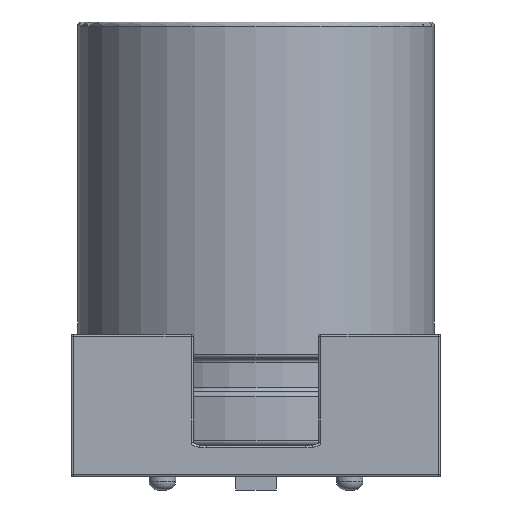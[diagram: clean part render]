
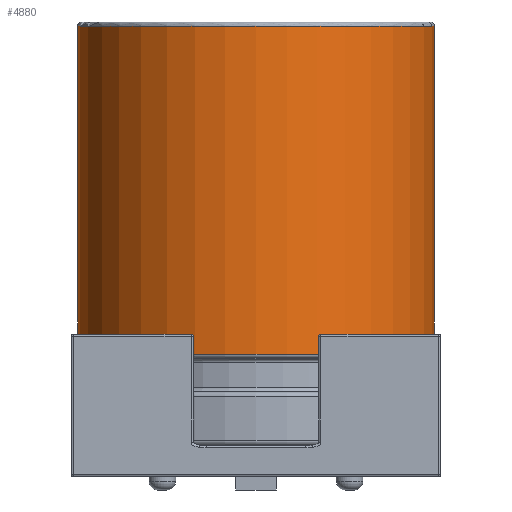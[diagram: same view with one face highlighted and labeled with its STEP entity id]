
A CAD part, front view. The second image highlights one B-rep face of the part: STEP entity #4880.
In plain terms, the highlighted cylindrical face has radius 4 mm (diameter 8 mm), a partial arc.
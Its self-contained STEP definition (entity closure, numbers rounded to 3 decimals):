
#313 = ORIENTED_EDGE ( 'NONE', *, *, #4451, .T. ) ;
#471 = CARTESIAN_POINT ( 'NONE',  ( 4., 0., -9.5 ) ) ;
#861 = CYLINDRICAL_SURFACE ( 'NONE', #2280, 4. ) ;
#915 = EDGE_LOOP ( 'NONE', ( #6217, #313, #6278, #2604 ) ) ;
#1236 = CARTESIAN_POINT ( 'NONE',  ( -4., 0., -9.5 ) ) ;
#1418 = EDGE_CURVE ( 'NONE', #1731, #5062, #6093, .T. ) ;
#1652 = DIRECTION ( 'NONE',  ( 0., 0., 1. ) ) ;
#1731 = VERTEX_POINT ( 'NONE', #3143 ) ;
#2022 = FACE_OUTER_BOUND ( 'NONE', #915, .T. ) ;
#2131 = EDGE_CURVE ( 'NONE', #2988, #1731, #7829, .T. ) ;
#2280 = AXIS2_PLACEMENT_3D ( 'NONE', #7043, #6540, #5246 ) ;
#2401 = AXIS2_PLACEMENT_3D ( 'NONE', #6336, #6893, #4379 ) ;
#2604 = ORIENTED_EDGE ( 'NONE', *, *, #1418, .T. ) ;
#2689 = AXIS2_PLACEMENT_3D ( 'NONE', #5308, #7824, #4706 ) ;
#2988 = VERTEX_POINT ( 'NONE', #6754 ) ;
#3143 = CARTESIAN_POINT ( 'NONE',  ( 4., 0., -0.1 ) ) ;
#3717 = DIRECTION ( 'NONE',  ( 0., 0., 1. ) ) ;
#4379 = DIRECTION ( 'NONE',  ( -1., 0., 0. ) ) ;
#4451 = EDGE_CURVE ( 'NONE', #7967, #2988, #7008, .T. ) ;
#4706 = DIRECTION ( 'NONE',  ( 1., 0., 0. ) ) ;
#4880 = ADVANCED_FACE ( 'NONE', ( #2022 ), #861, .T. ) ;
#5038 = CARTESIAN_POINT ( 'NONE',  ( -4., 0., -0.1 ) ) ;
#5062 = VERTEX_POINT ( 'NONE', #5038 ) ;
#5246 = DIRECTION ( 'NONE',  ( 1., 0., 0. ) ) ;
#5308 = CARTESIAN_POINT ( 'NONE',  ( 0., 0., -0.1 ) ) ;
#6093 = CIRCLE ( 'NONE', #2689, 4. ) ;
#6217 = ORIENTED_EDGE ( 'NONE', *, *, #6251, .F. ) ;
#6251 = EDGE_CURVE ( 'NONE', #7967, #5062, #6857, .T. ) ;
#6278 = ORIENTED_EDGE ( 'NONE', *, *, #2131, .T. ) ;
#6336 = CARTESIAN_POINT ( 'NONE',  ( 0., 0., -7.45 ) ) ;
#6540 = DIRECTION ( 'NONE',  ( 0., 0., 1. ) ) ;
#6754 = CARTESIAN_POINT ( 'NONE',  ( 4., 0., -7.45 ) ) ;
#6788 = VECTOR ( 'NONE', #3717, 1000. ) ;
#6857 = LINE ( 'NONE', #1236, #6788 ) ;
#6893 = DIRECTION ( 'NONE',  ( 0., 0., 1. ) ) ;
#7008 = CIRCLE ( 'NONE', #2401, 4. ) ;
#7023 = VECTOR ( 'NONE', #1652, 1000. ) ;
#7043 = CARTESIAN_POINT ( 'NONE',  ( 0., 0., -9.5 ) ) ;
#7656 = CARTESIAN_POINT ( 'NONE',  ( -4., 0., -7.45 ) ) ;
#7824 = DIRECTION ( 'NONE',  ( 0., 0., -1. ) ) ;
#7829 = LINE ( 'NONE', #471, #7023 ) ;
#7967 = VERTEX_POINT ( 'NONE', #7656 ) ;
